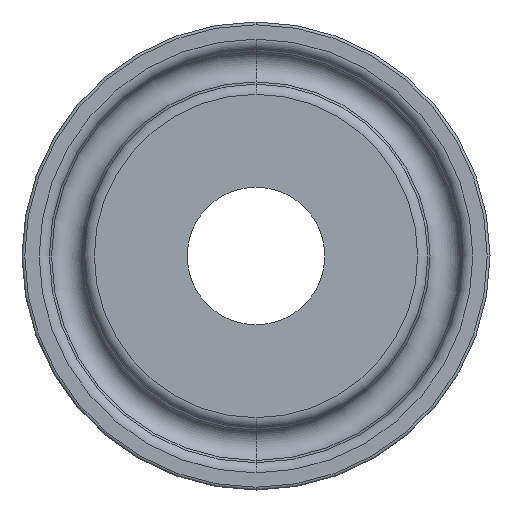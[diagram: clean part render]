
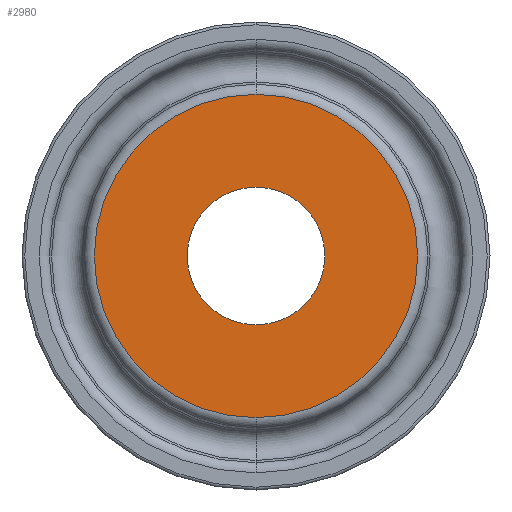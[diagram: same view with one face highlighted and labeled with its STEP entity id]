
A CAD part, left-side view. The second image highlights one B-rep face of the part: STEP entity #2980.
In plain terms, the highlighted planar face has unit normal (-1, 0, 0).
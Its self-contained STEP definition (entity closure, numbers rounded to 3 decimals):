
#707 = PLANE ( 'NONE',  #7745 ) ;
#716 = VERTEX_POINT ( 'NONE', #9308 ) ;
#1139 = DIRECTION ( 'NONE',  ( -1., 0., 0. ) ) ;
#1462 = CIRCLE ( 'NONE', #13978, 5. ) ;
#1541 = CIRCLE ( 'NONE', #3517, 11.747 ) ;
#1778 = ORIENTED_EDGE ( 'NONE', *, *, #4185, .T. ) ;
#1914 = CARTESIAN_POINT ( 'NONE',  ( 0., 0., 5. ) ) ;
#2273 = CARTESIAN_POINT ( 'NONE',  ( 0., 0., 0. ) ) ;
#2524 = DIRECTION ( 'NONE',  ( -1., 0., 0. ) ) ;
#2980 = ADVANCED_FACE ( 'NONE', ( #11246, #14673 ), #707, .F. ) ;
#3517 = AXIS2_PLACEMENT_3D ( 'NONE', #2273, #4560, #5809 ) ;
#3676 = CARTESIAN_POINT ( 'NONE',  ( 0., 0., 0. ) ) ;
#4160 = CARTESIAN_POINT ( 'NONE',  ( 0., 16.8, 0. ) ) ;
#4185 = EDGE_CURVE ( 'NONE', #716, #9958, #12408, .T. ) ;
#4462 = DIRECTION ( 'NONE',  ( 0., 0., -1. ) ) ;
#4512 = ORIENTED_EDGE ( 'NONE', *, *, #13287, .F. ) ;
#4560 = DIRECTION ( 'NONE',  ( -1., 0., 0. ) ) ;
#5809 = DIRECTION ( 'NONE',  ( 0., 0., 1. ) ) ;
#6505 = VERTEX_POINT ( 'NONE', #1914 ) ;
#6983 = CARTESIAN_POINT ( 'NONE',  ( 0., 0., 0. ) ) ;
#7114 = AXIS2_PLACEMENT_3D ( 'NONE', #3676, #2524, #8314 ) ;
#7714 = DIRECTION ( 'NONE',  ( 1., 0., 0. ) ) ;
#7745 = AXIS2_PLACEMENT_3D ( 'NONE', #4160, #7714, #4462 ) ;
#7755 = AXIS2_PLACEMENT_3D ( 'NONE', #6983, #1139, #9574 ) ;
#8077 = ORIENTED_EDGE ( 'NONE', *, *, #14509, .T. ) ;
#8314 = DIRECTION ( 'NONE',  ( 0., 0., 1. ) ) ;
#8357 = CARTESIAN_POINT ( 'NONE',  ( 0., 0., -11.747 ) ) ;
#9308 = CARTESIAN_POINT ( 'NONE',  ( 0., 0., 11.747 ) ) ;
#9338 = VERTEX_POINT ( 'NONE', #13148 ) ;
#9574 = DIRECTION ( 'NONE',  ( 0., 0., 1. ) ) ;
#9958 = VERTEX_POINT ( 'NONE', #8357 ) ;
#11246 = FACE_BOUND ( 'NONE', #12956, .T. ) ;
#11394 = CARTESIAN_POINT ( 'NONE',  ( 0., 0., 0. ) ) ;
#11627 = DIRECTION ( 'NONE',  ( 0., 0., 1. ) ) ;
#12408 = CIRCLE ( 'NONE', #7755, 11.747 ) ;
#12486 = CIRCLE ( 'NONE', #7114, 5. ) ;
#12956 = EDGE_LOOP ( 'NONE', ( #4512, #13265 ) ) ;
#13148 = CARTESIAN_POINT ( 'NONE',  ( 0., 0., -5. ) ) ;
#13265 = ORIENTED_EDGE ( 'NONE', *, *, #13656, .F. ) ;
#13287 = EDGE_CURVE ( 'NONE', #6505, #9338, #1462, .T. ) ;
#13656 = EDGE_CURVE ( 'NONE', #9338, #6505, #12486, .T. ) ;
#13978 = AXIS2_PLACEMENT_3D ( 'NONE', #11394, #15133, #11627 ) ;
#14509 = EDGE_CURVE ( 'NONE', #9958, #716, #1541, .T. ) ;
#14673 = FACE_OUTER_BOUND ( 'NONE', #15045, .T. ) ;
#15045 = EDGE_LOOP ( 'NONE', ( #1778, #8077 ) ) ;
#15133 = DIRECTION ( 'NONE',  ( -1., 0., 0. ) ) ;
